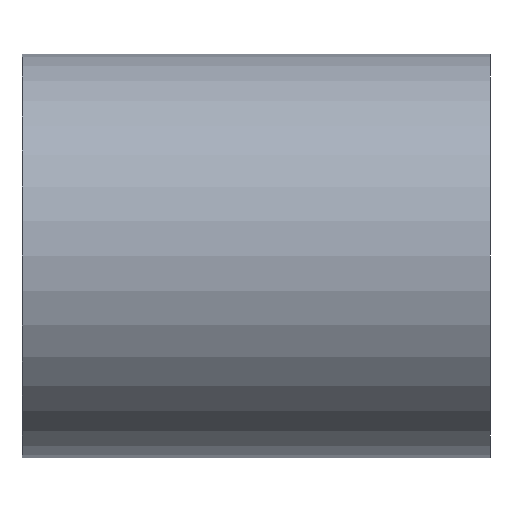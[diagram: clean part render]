
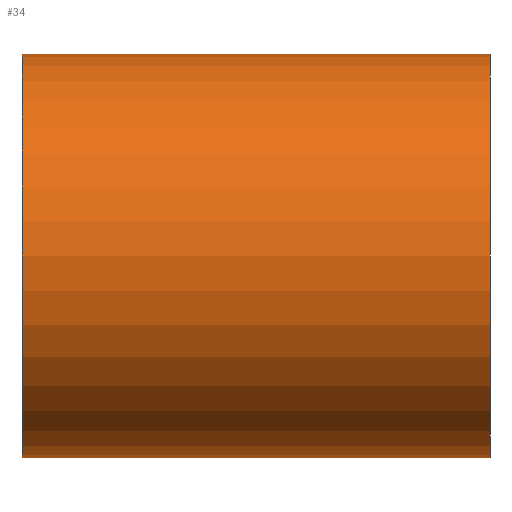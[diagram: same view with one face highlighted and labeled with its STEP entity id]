
A CAD part, left-side view. The second image highlights one B-rep face of the part: STEP entity #34.
In plain terms, the highlighted cylindrical face has radius 6.35 mm (diameter 12.7 mm), a partial arc.
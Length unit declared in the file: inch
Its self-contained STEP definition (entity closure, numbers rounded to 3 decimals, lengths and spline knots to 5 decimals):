
#4 = DIRECTION ( 'NONE',  ( 0., 0., 1. ) ) ;
#24 = DIRECTION ( 'NONE',  ( 0., 0., -1. ) ) ;
#34 = ADVANCED_FACE ( 'NONE', ( #159 ), #148, .T. ) ;
#42 = DIRECTION ( 'NONE',  ( 0., -1., 0. ) ) ;
#49 = CARTESIAN_POINT ( 'NONE',  ( 0., 0.58, -0.25 ) ) ;
#58 = CARTESIAN_POINT ( 'NONE',  ( 0., 0., 0. ) ) ;
#63 = CARTESIAN_POINT ( 'NONE',  ( 0., 0., 0.25 ) ) ;
#72 = AXIS2_PLACEMENT_3D ( 'NONE', #58, #211, #82 ) ;
#73 = CARTESIAN_POINT ( 'NONE',  ( 0., 0.58, 0. ) ) ;
#75 = AXIS2_PLACEMENT_3D ( 'NONE', #220, #110, #4 ) ;
#77 = DIRECTION ( 'NONE',  ( 0., -1., 0. ) ) ;
#82 = DIRECTION ( 'NONE',  ( 0., 0., 1. ) ) ;
#83 = CARTESIAN_POINT ( 'NONE',  ( 0., 0., -0.25 ) ) ;
#88 = AXIS2_PLACEMENT_3D ( 'NONE', #73, #77, #24 ) ;
#96 = EDGE_CURVE ( 'NONE', #188, #199, #139, .T. ) ;
#99 = EDGE_CURVE ( 'NONE', #181, #173, #128, .T. ) ;
#101 = EDGE_CURVE ( 'NONE', #181, #188, #130, .T. ) ;
#103 = EDGE_CURVE ( 'NONE', #173, #199, #113, .T. ) ;
#110 = DIRECTION ( 'NONE',  ( 0., 1., 0. ) ) ;
#113 = CIRCLE ( 'NONE', #72, 0.25 ) ;
#114 = CARTESIAN_POINT ( 'NONE',  ( 0., 0.58, 0.25 ) ) ;
#117 = DIRECTION ( 'NONE',  ( 0., -1., 0. ) ) ;
#119 = VECTOR ( 'NONE', #42, 39.37008 ) ;
#126 = CARTESIAN_POINT ( 'NONE',  ( 0., 0.58, -0.25 ) ) ;
#128 = LINE ( 'NONE', #49, #119 ) ;
#129 = VECTOR ( 'NONE', #117, 39.37008 ) ;
#130 = CIRCLE ( 'NONE', #75, 0.25 ) ;
#139 = LINE ( 'NONE', #168, #129 ) ;
#148 = CYLINDRICAL_SURFACE ( 'NONE', #88, 0.25 ) ;
#159 = FACE_OUTER_BOUND ( 'NONE', #162, .T. ) ;
#162 = EDGE_LOOP ( 'NONE', ( #214, #170, #206, #201 ) ) ;
#168 = CARTESIAN_POINT ( 'NONE',  ( 0., 0.58, 0.25 ) ) ;
#170 = ORIENTED_EDGE ( 'NONE', *, *, #101, .F. ) ;
#173 = VERTEX_POINT ( 'NONE', #83 ) ;
#181 = VERTEX_POINT ( 'NONE', #126 ) ;
#188 = VERTEX_POINT ( 'NONE', #114 ) ;
#199 = VERTEX_POINT ( 'NONE', #63 ) ;
#201 = ORIENTED_EDGE ( 'NONE', *, *, #103, .T. ) ;
#206 = ORIENTED_EDGE ( 'NONE', *, *, #99, .T. ) ;
#211 = DIRECTION ( 'NONE',  ( 0., 1., 0. ) ) ;
#214 = ORIENTED_EDGE ( 'NONE', *, *, #96, .F. ) ;
#220 = CARTESIAN_POINT ( 'NONE',  ( 0., 0.58, 0. ) ) ;
